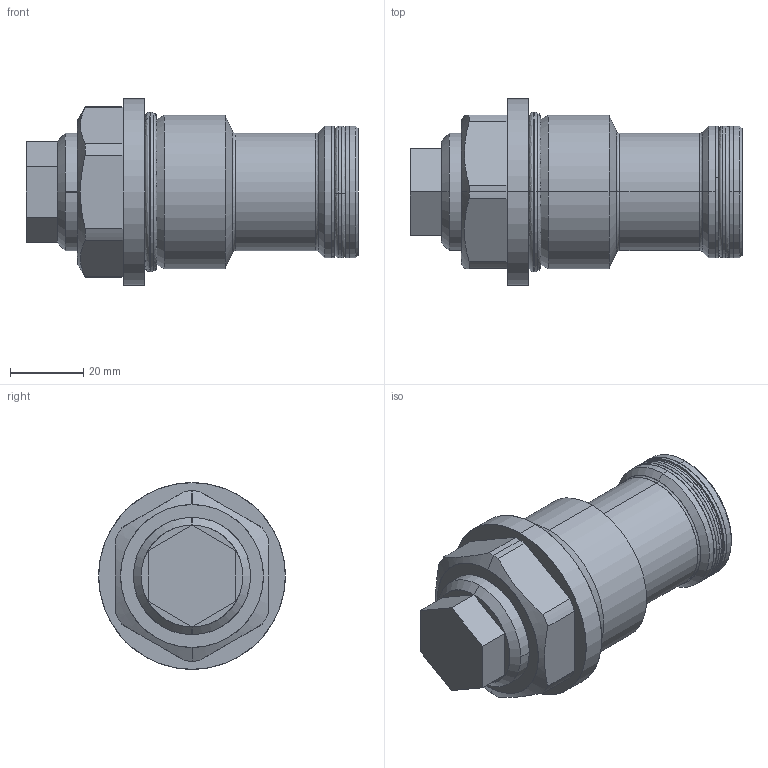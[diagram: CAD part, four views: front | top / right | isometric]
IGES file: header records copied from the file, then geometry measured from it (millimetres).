
Start section: SolidWorks IGES file using analytic representation for surfaces
Global section: file name: 472.B5_Kunde.IGS; native system: SolidWorks 2016; preprocessor: SolidWorks 2016; author: Neubauer; date: 170405.142532; units: millimetre
Bounding box: 90.7 x 51 x 51 mm (x, y, z)
Surface area: 21427.8 mm2 (no closed solid volume)
Topology: 0 solids, 0 shells, 97 faces, 1426 edges, 1426 vertices
Faces by surface type: bspline 54, revolution 43
